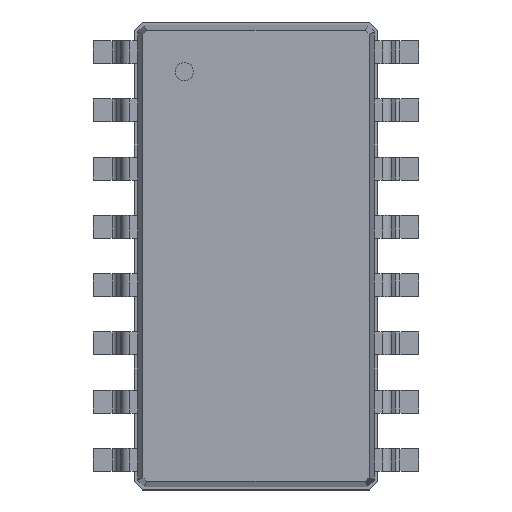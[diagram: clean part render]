
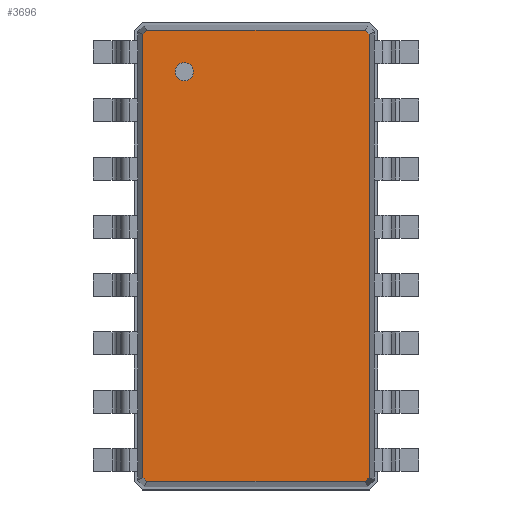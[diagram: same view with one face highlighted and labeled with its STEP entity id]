
A CAD part, top view. The second image highlights one B-rep face of the part: STEP entity #3696.
In plain terms, the highlighted planar face has unit normal (0, 0, 1).
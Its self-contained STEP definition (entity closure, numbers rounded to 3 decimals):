
#13=DIRECTION('',(0.,0.,1.));
#27=VECTOR('',#28,1.);
#28=DIRECTION('',(1.,0.,0.));
#51=VECTOR('',#52,1.);
#52=DIRECTION('',(0.707,-0.707,0.));
#58=VECTOR('',#59,1.);
#59=DIRECTION('',(0.,-1.,0.));
#65=VECTOR('',#66,1.);
#66=DIRECTION('',(-0.707,-0.707,0.));
#72=VECTOR('',#73,1.);
#73=DIRECTION('',(-1.,0.,0.));
#79=VECTOR('',#80,1.);
#80=DIRECTION('',(-0.707,0.707,0.));
#86=VECTOR('',#87,1.);
#87=DIRECTION('',(0.,1.,0.));
#91=VECTOR('',#92,1.);
#92=DIRECTION('',(0.707,0.707,0.));
#1201=VERTEX_POINT('',#1202);
#1202=CARTESIAN_POINT('',(-2.464,4.832,1.6));
#1204=ORIENTED_EDGE('',*,*,#1205,.F.);
#1205=EDGE_CURVE('',#1206,#1201,#1208,.T.);
#1206=VERTEX_POINT('',#1207);
#1207=CARTESIAN_POINT('',(-2.464,-4.832,1.6));
#1208=LINE('',#1207,#86);
#1219=VERTEX_POINT('',#1220);
#1220=CARTESIAN_POINT('',(-2.382,4.914,1.6));
#1222=ORIENTED_EDGE('',*,*,#1223,.F.);
#1223=EDGE_CURVE('',#1201,#1219,#1224,.T.);
#1224=LINE('',#1202,#91);
#1233=VERTEX_POINT('',#1234);
#1234=CARTESIAN_POINT('',(2.382,4.914,1.6));
#1236=ORIENTED_EDGE('',*,*,#1237,.F.);
#1237=EDGE_CURVE('',#1219,#1233,#1238,.T.);
#1238=LINE('',#1220,#27);
#1247=VERTEX_POINT('',#1248);
#1248=CARTESIAN_POINT('',(2.464,4.832,1.6));
#1250=ORIENTED_EDGE('',*,*,#1251,.F.);
#1251=EDGE_CURVE('',#1233,#1247,#1252,.T.);
#1252=LINE('',#1234,#51);
#1325=VERTEX_POINT('',#1326);
#1326=CARTESIAN_POINT('',(2.464,-4.832,1.6));
#1328=ORIENTED_EDGE('',*,*,#1329,.F.);
#1329=EDGE_CURVE('',#1247,#1325,#1330,.T.);
#1330=LINE('',#1248,#58);
#3696=ADVANCED_FACE('',(#3697,#3712),#3722,.T.);
#3697=FACE_BOUND('',#3698,.T.);
#3698=EDGE_LOOP('',(#1236,#1222,#1204,#3699,#3704,#3709,#1328,#1250));
#3699=ORIENTED_EDGE('',*,*,#3700,.F.);
#3700=EDGE_CURVE('',#3701,#1206,#3703,.T.);
#3701=VERTEX_POINT('',#3702);
#3702=CARTESIAN_POINT('',(-2.382,-4.914,1.6));
#3703=LINE('',#3702,#79);
#3704=ORIENTED_EDGE('',*,*,#3705,.F.);
#3705=EDGE_CURVE('',#3706,#3701,#3708,.T.);
#3706=VERTEX_POINT('',#3707);
#3707=CARTESIAN_POINT('',(2.382,-4.914,1.6));
#3708=LINE('',#3707,#72);
#3709=ORIENTED_EDGE('',*,*,#3710,.F.);
#3710=EDGE_CURVE('',#1325,#3706,#3711,.T.);
#3711=LINE('',#1326,#65);
#3712=FACE_BOUND('',#3713,.T.);
#3713=EDGE_LOOP('',(#3714));
#3714=ORIENTED_EDGE('',*,*,#3715,.T.);
#3715=EDGE_CURVE('',#3716,#3716,#3718,.T.);
#3716=VERTEX_POINT('',#3717);
#3717=CARTESIAN_POINT('',(-1.564,3.814,1.6));
#3718=CIRCLE('',#3719,0.2);
#3719=AXIS2_PLACEMENT_3D('',#3720,#3721,#59);
#3720=CARTESIAN_POINT('',(-1.564,4.014,1.6));
#3721=DIRECTION('',(0.,-0.,-1.));
#3722=PLANE('',#3723);
#3723=AXIS2_PLACEMENT_3D('',#1220,#13,#3724);
#3724=DIRECTION('',(0.436,-0.9,0.));
